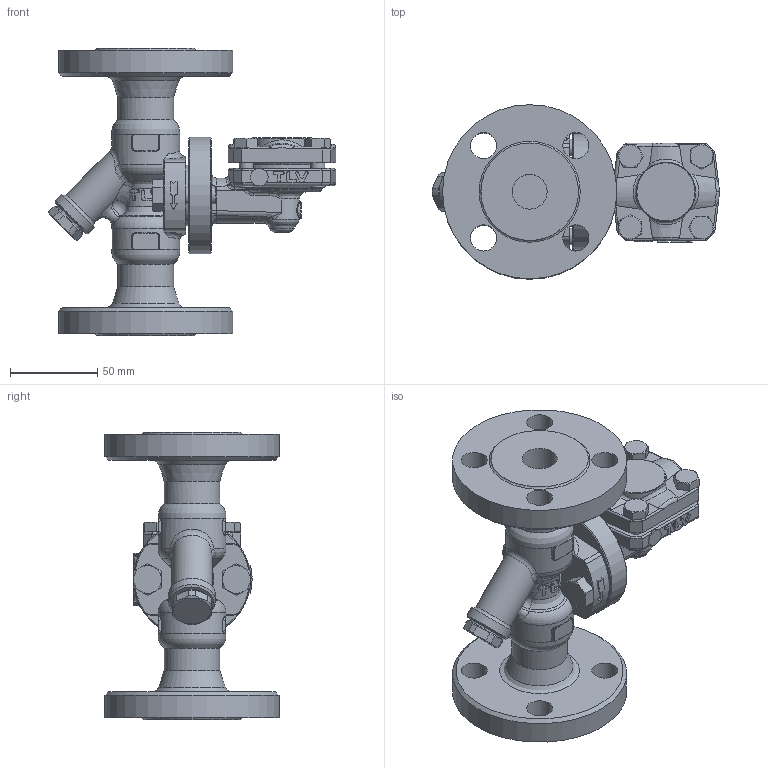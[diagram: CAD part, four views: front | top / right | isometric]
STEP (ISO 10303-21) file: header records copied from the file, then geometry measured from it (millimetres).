
FILE_DESCRIPTION((''),'2;1');
FILE_NAME('fl210-020-jis20-00.stp','2010-10-22T10:21:13',('nakaot'),(''),'Autodesk Inventor 2008','Autodesk Inventor 2008','');
FILE_SCHEMA(('AUTOMOTIVE_DESIGN { 1 0 10303 214 1 1 1 1 }'));
Length unit declared in the file: millimetre
Products named in the file (1): fl210-020-jis20-00
Bounding box: 164.88 x 100 x 165 mm (x, y, z)
Volume: 526904.7 mm3; surface area: 98268.5 mm2
Topology: 1 solids, 2 shells, 592 faces, 1473 edges, 896 vertices
Faces by surface type: bspline 190, plane 180, cylinder 142, cone 52, torus 24, sphere 4
Full cylindrical faces by diameter (mm): 8 x8, 9.5 x2, 10 x2, 10.5 x1, 15 x4, 20 x1, 21 x1, 23 x1, 27 x1, 32 x1, 33 x1, 34 x1, 35 x1, 39 x2, 45.8 x1, 67 x1, 100 x1
Entity records: 33755 total; most frequent: CARTESIAN_POINT 21333, ORIENTED_EDGE 2734, DIRECTION 2236, EDGE_CURVE 1367, AXIS2_PLACEMENT_3D 880, VERTEX_POINT 866, EDGE_LOOP 709, FACE_OUTER_BOUND 592
